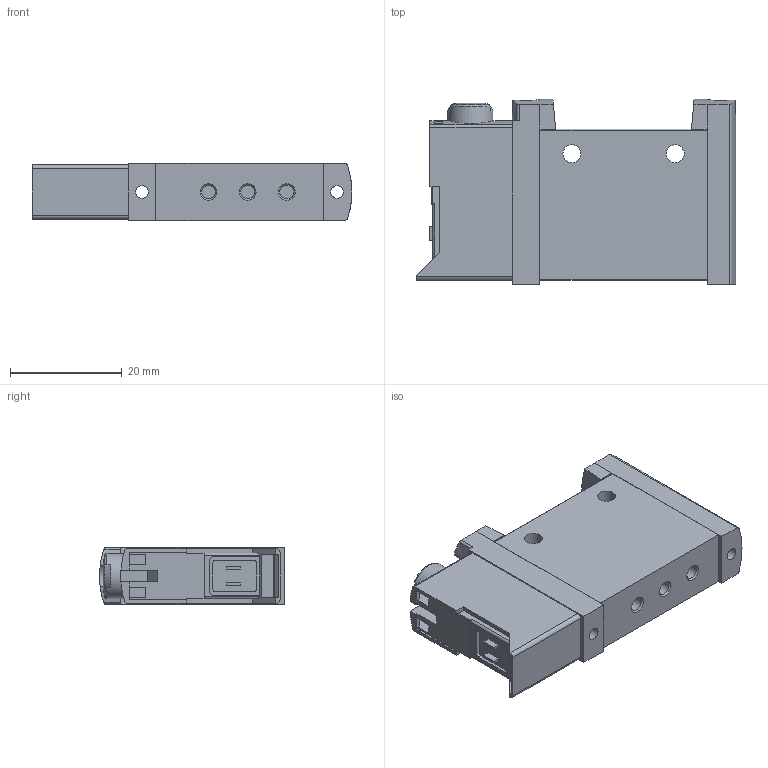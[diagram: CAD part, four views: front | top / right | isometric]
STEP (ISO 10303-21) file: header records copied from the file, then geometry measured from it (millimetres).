
FILE_DESCRIPTION(/* description */ ('STEP AP214'),/* implementation_level */ '2;1');
FILE_NAME(/* name */ '566437_VUVG-L10A-M52-RT-M3-1P3',/* time_stamp */ '2024-09-17T13:50:22+02:00',/* author */ ('License CC BY-ND 4.0'),/* organization */ ('CADENAS'),/* preprocessor_version */ 'ST-DEVELOPER v19.3',/* originating_system */ 'PARTsolutions',/* authorisation */ ' ');
FILE_SCHEMA (('AUTOMOTIVE_DESIGN {1 0 10303 214 3 1 1}'));
Length unit declared in the file: millimetre
Products named in the file (2): 566437 VUVG-L10A-M52-RT-M3-1P3; 564212 VUVG-L-10A-M52-R-T-M3--1P3--------(G)
Assembly tree (1 placements, depth 2):
  566437 VUVG-L10A-M52-RT-M3-1P3
    564212 VUVG-L-10A-M52-R-T-M3--1P3--------(G)
Bounding box: 57.21 x 33.1 x 10.25 mm (x, y, z)
Volume: 14891.2 mm3; surface area: 6506.4 mm2
Topology: 1 solids, 1 shells, 221 faces, 597 edges, 394 vertices
Faces by surface type: plane 162, cylinder 45, cone 10, torus 3, sphere 1
Full cylindrical faces by diameter (mm): 2.459 x5, 3.2 x2, 3.8 x1, 3.9 x1, 8.1 x1
Entity records: 6872 total; most frequent: CARTESIAN_POINT 1262, DIRECTION 1146, ORIENTED_EDGE 1138, EDGE_CURVE 569, LINE 400, VECTOR 400, VERTEX_POINT 386, AXIS2_PLACEMENT_3D 373
